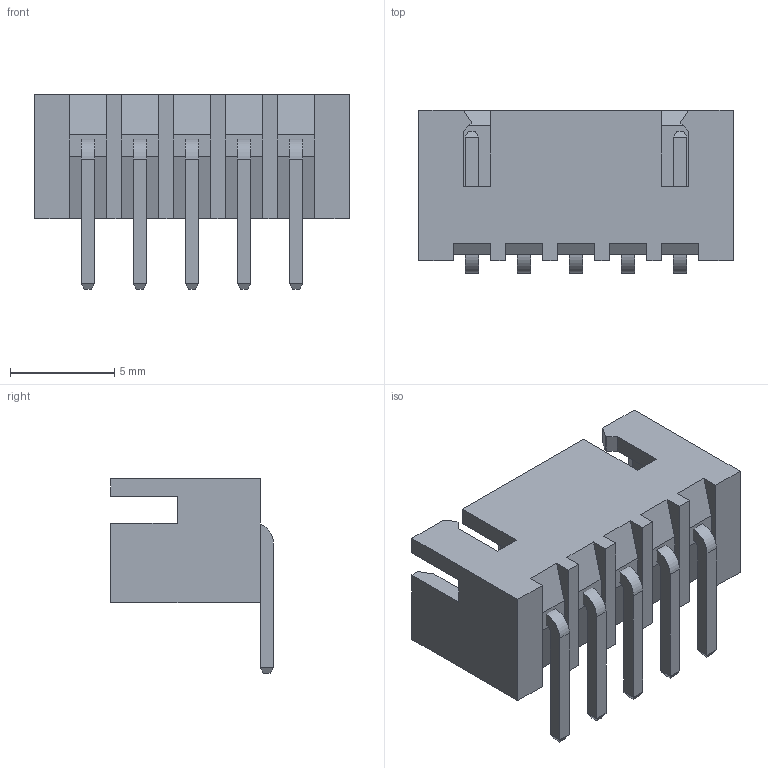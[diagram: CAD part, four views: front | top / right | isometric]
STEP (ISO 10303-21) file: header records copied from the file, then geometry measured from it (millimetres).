
FILE_DESCRIPTION(('STEP AP214'), '1');
FILE_NAME('DS1069-2MRW6XB', '2018-05-08T23:13:46', ('Nobody'), (''), 'ASCON STEP Converter 1.3', 'ASCON Math Kernel', '');
FILE_SCHEMA(('AUTOMOTIVE_DESIGN { 1 0 10303 214 3 1 1}'));
Length unit declared in the file: millimetre
Assembly tree (6 placements, depth 2):
  (unnamed)
    (unnamed)
    (unnamed)  x5
Bounding box: 15.1 x 7.82 x 9.35 mm (x, y, z)
Volume: 337.8 mm3; surface area: 830.4 mm2
Topology: 6 solids, 6 shells, 155 faces, 387 edges, 244 vertices
Faces by surface type: plane 145, cylinder 10
Entity records: 3481 total; most frequent: CARTESIAN_POINT 465, ORIENTED_EDGE 454, DIRECTION 411, EDGE_CURVE 227, LINE 223, VECTOR 223, VERTEX_POINT 148, AXIS2_PLACEMENT_3D 94
